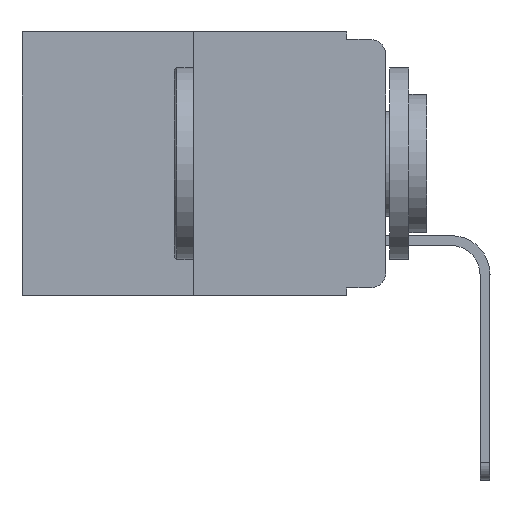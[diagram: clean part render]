
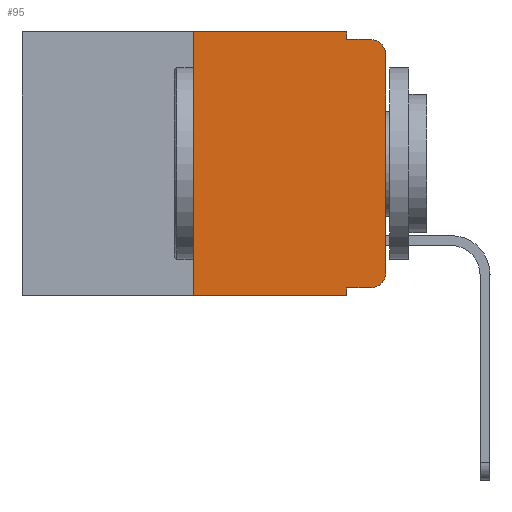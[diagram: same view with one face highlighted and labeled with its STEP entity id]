
A CAD part, left-side view. The second image highlights one B-rep face of the part: STEP entity #95.
In plain terms, the highlighted planar face has unit normal (-1, 0, 0).
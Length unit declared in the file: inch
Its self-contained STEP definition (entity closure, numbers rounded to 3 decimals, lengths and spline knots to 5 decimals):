
#95 = ADVANCED_FACE ( 'NONE', ( #15790 ), #2260, .F. ) ;
#210 = CARTESIAN_POINT ( 'NONE',  ( 0., 0., 0. ) ) ;
#738 = LINE ( 'NONE', #16788, #14770 ) ;
#948 = VECTOR ( 'NONE', #10156, 39.37008 ) ;
#1011 = ORIENTED_EDGE ( 'NONE', *, *, #10366, .F. ) ;
#1545 = CIRCLE ( 'NONE', #5668, 0.02 ) ;
#1899 = DIRECTION ( 'NONE',  ( 0., 0., 1. ) ) ;
#1965 = EDGE_CURVE ( 'NONE', #4643, #14597, #15515, .T. ) ;
#2097 = CARTESIAN_POINT ( 'NONE',  ( 0., 0.051, 0. ) ) ;
#2260 = PLANE ( 'NONE',  #7132 ) ;
#2788 = EDGE_CURVE ( 'NONE', #15089, #14438, #14452, .T. ) ;
#2866 = VECTOR ( 'NONE', #10759, 39.37008 ) ;
#2969 = VECTOR ( 'NONE', #14608, 39.37008 ) ;
#3213 = VECTOR ( 'NONE', #4170, 39.37008 ) ;
#3361 = EDGE_CURVE ( 'NONE', #11929, #15423, #11507, .T. ) ;
#3438 = VERTEX_POINT ( 'NONE', #11001 ) ;
#3442 = CARTESIAN_POINT ( 'NONE',  ( 0., 0.473, 0. ) ) ;
#3444 = CIRCLE ( 'NONE', #14383, 0.02 ) ;
#3546 = CARTESIAN_POINT ( 'NONE',  ( 0., 0.02, -0.313 ) ) ;
#3579 = ORIENTED_EDGE ( 'NONE', *, *, #1965, .F. ) ;
#4170 = DIRECTION ( 'NONE',  ( 0., 0., -1. ) ) ;
#4476 = DIRECTION ( 'NONE',  ( 0., 0., -1. ) ) ;
#4643 = VERTEX_POINT ( 'NONE', #5792 ) ;
#4694 = DIRECTION ( 'NONE',  ( -1., 0., 0. ) ) ;
#4846 = CARTESIAN_POINT ( 'NONE',  ( 0., 0.473, 0. ) ) ;
#4891 = DIRECTION ( 'NONE',  ( 1., 0., 0. ) ) ;
#5288 = LINE ( 'NONE', #11069, #3213 ) ;
#5424 = CARTESIAN_POINT ( 'NONE',  ( 0., 0., -0.03 ) ) ;
#5668 = AXIS2_PLACEMENT_3D ( 'NONE', #8721, #4694, #12383 ) ;
#5792 = CARTESIAN_POINT ( 'NONE',  ( 0., 0.25, -0.343 ) ) ;
#5923 = CARTESIAN_POINT ( 'NONE',  ( 0., 0.051, -0.01 ) ) ;
#5991 = EDGE_CURVE ( 'NONE', #14597, #15089, #8080, .T. ) ;
#6067 = VECTOR ( 'NONE', #1899, 39.37008 ) ;
#6125 = CARTESIAN_POINT ( 'NONE',  ( 0., 0.051, -0.333 ) ) ;
#6289 = DIRECTION ( 'NONE',  ( 0., 0., -1. ) ) ;
#6296 = VECTOR ( 'NONE', #4476, 39.37008 ) ;
#7129 = LINE ( 'NONE', #10613, #14891 ) ;
#7132 = AXIS2_PLACEMENT_3D ( 'NONE', #3442, #4891, #6289 ) ;
#7412 = CARTESIAN_POINT ( 'NONE',  ( 0., 0.25, 0. ) ) ;
#8080 = LINE ( 'NONE', #4846, #948 ) ;
#8721 = CARTESIAN_POINT ( 'NONE',  ( 0., 0.02, -0.03 ) ) ;
#8738 = EDGE_LOOP ( 'NONE', ( #16422, #11150, #1011, #9767, #12455, #3579, #15071, #17275, #15707, #12376 ) ) ;
#9029 = DIRECTION ( 'NONE',  ( 0., -1., 0. ) ) ;
#9103 = CARTESIAN_POINT ( 'NONE',  ( 0., 0.25, 0. ) ) ;
#9298 = CARTESIAN_POINT ( 'NONE',  ( 0., 0.051, -0.333 ) ) ;
#9767 = ORIENTED_EDGE ( 'NONE', *, *, #2788, .F. ) ;
#9918 = EDGE_CURVE ( 'NONE', #10429, #13322, #13116, .T. ) ;
#10156 = DIRECTION ( 'NONE',  ( 0., -1., 0. ) ) ;
#10366 = EDGE_CURVE ( 'NONE', #14438, #3438, #738, .T. ) ;
#10429 = VERTEX_POINT ( 'NONE', #6125 ) ;
#10613 = CARTESIAN_POINT ( 'NONE',  ( 0., 0.473, -0.343 ) ) ;
#10759 = DIRECTION ( 'NONE',  ( 0., -1., 0. ) ) ;
#10944 = CARTESIAN_POINT ( 'NONE',  ( 0., 0., -0.313 ) ) ;
#11001 = CARTESIAN_POINT ( 'NONE',  ( 0., 0.02, -0.01 ) ) ;
#11069 = CARTESIAN_POINT ( 'NONE',  ( 0., 0.051, 0. ) ) ;
#11070 = EDGE_CURVE ( 'NONE', #13322, #11929, #3444, .T. ) ;
#11150 = ORIENTED_EDGE ( 'NONE', *, *, #11431, .T. ) ;
#11431 = EDGE_CURVE ( 'NONE', #15423, #3438, #1545, .T. ) ;
#11507 = LINE ( 'NONE', #210, #6067 ) ;
#11929 = VERTEX_POINT ( 'NONE', #10944 ) ;
#12376 = ORIENTED_EDGE ( 'NONE', *, *, #11070, .T. ) ;
#12383 = DIRECTION ( 'NONE',  ( 0., 0., -1. ) ) ;
#12455 = ORIENTED_EDGE ( 'NONE', *, *, #5991, .F. ) ;
#13023 = DIRECTION ( 'NONE',  ( -1., 0., 0. ) ) ;
#13116 = LINE ( 'NONE', #9298, #2866 ) ;
#13322 = VERTEX_POINT ( 'NONE', #16732 ) ;
#13995 = CARTESIAN_POINT ( 'NONE',  ( 0., 0.051, -0.343 ) ) ;
#14383 = AXIS2_PLACEMENT_3D ( 'NONE', #3546, #13023, #15527 ) ;
#14438 = VERTEX_POINT ( 'NONE', #5923 ) ;
#14452 = LINE ( 'NONE', #16479, #6296 ) ;
#14485 = VERTEX_POINT ( 'NONE', #13995 ) ;
#14597 = VERTEX_POINT ( 'NONE', #7412 ) ;
#14608 = DIRECTION ( 'NONE',  ( 0., 0., 1. ) ) ;
#14770 = VECTOR ( 'NONE', #15427, 39.37008 ) ;
#14891 = VECTOR ( 'NONE', #9029, 39.37008 ) ;
#15071 = ORIENTED_EDGE ( 'NONE', *, *, #17131, .T. ) ;
#15089 = VERTEX_POINT ( 'NONE', #2097 ) ;
#15423 = VERTEX_POINT ( 'NONE', #5424 ) ;
#15427 = DIRECTION ( 'NONE',  ( 0., -1., 0. ) ) ;
#15515 = LINE ( 'NONE', #9103, #2969 ) ;
#15527 = DIRECTION ( 'NONE',  ( 0., 0., -1. ) ) ;
#15707 = ORIENTED_EDGE ( 'NONE', *, *, #9918, .T. ) ;
#15790 = FACE_OUTER_BOUND ( 'NONE', #8738, .T. ) ;
#16156 = EDGE_CURVE ( 'NONE', #10429, #14485, #5288, .T. ) ;
#16422 = ORIENTED_EDGE ( 'NONE', *, *, #3361, .T. ) ;
#16479 = CARTESIAN_POINT ( 'NONE',  ( 0., 0.051, 0. ) ) ;
#16732 = CARTESIAN_POINT ( 'NONE',  ( 0., 0.02, -0.333 ) ) ;
#16788 = CARTESIAN_POINT ( 'NONE',  ( 0., 0.051, -0.01 ) ) ;
#17131 = EDGE_CURVE ( 'NONE', #4643, #14485, #7129, .T. ) ;
#17275 = ORIENTED_EDGE ( 'NONE', *, *, #16156, .F. ) ;
